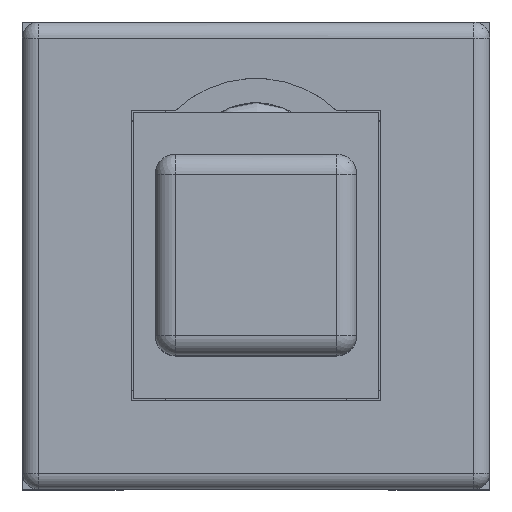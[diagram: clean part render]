
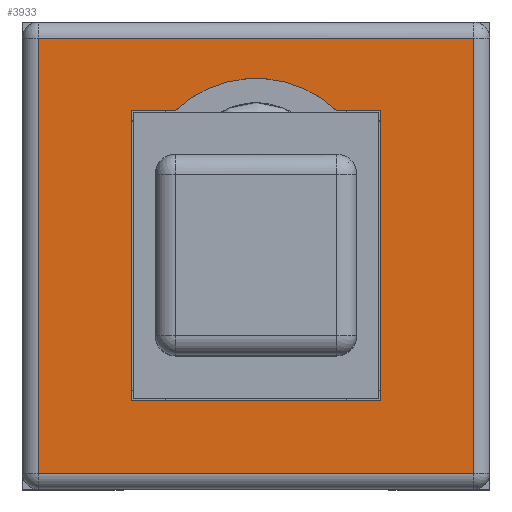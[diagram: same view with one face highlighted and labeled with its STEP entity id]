
A CAD part, top view. The second image highlights one B-rep face of the part: STEP entity #3933.
In plain terms, the highlighted planar face has unit normal (0, 0, 1).
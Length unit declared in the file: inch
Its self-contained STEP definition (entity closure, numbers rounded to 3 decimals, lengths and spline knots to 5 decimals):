
#3421=CARTESIAN_POINT('',(0.06102,0.07087,0.19685));
#3422=VERTEX_POINT('',#3421);
#3429=CARTESIAN_POINT('',(0.03937,0.07087,0.19685));
#3430=VERTEX_POINT('',#3429);
#3431=CARTESIAN_POINT('',(0.03937,0.07087,0.19685));
#3432=DIRECTION('',(1.0,0.0,0.0));
#3433=VECTOR('',#3432,0.02165);
#3434=LINE('',#3431,#3433);
#3435=EDGE_CURVE('',#3430,#3422,#3434,.T.);
#3454=CARTESIAN_POINT('',(0.06102,-0.07087,0.19685));
#3455=VERTEX_POINT('',#3454);
#3462=CARTESIAN_POINT('',(0.06102,0.07087,0.19685));
#3463=DIRECTION('',(0.0,-1.0,0.0));
#3464=VECTOR('',#3463,0.14173);
#3465=LINE('',#3462,#3464);
#3466=EDGE_CURVE('',#3422,#3455,#3465,.T.);
#3480=CARTESIAN_POINT('',(-0.06102,-0.07087,0.19685));
#3481=VERTEX_POINT('',#3480);
#3488=CARTESIAN_POINT('',(0.06102,-0.07087,0.19685));
#3489=DIRECTION('',(-1.0,0.0,0.0));
#3490=VECTOR('',#3489,0.12205);
#3491=LINE('',#3488,#3490);
#3492=EDGE_CURVE('',#3455,#3481,#3491,.T.);
#3545=CARTESIAN_POINT('',(0.1063,-0.1063,0.19685));
#3546=VERTEX_POINT('',#3545);
#3612=CARTESIAN_POINT('',(-0.1063,-0.1063,0.19685));
#3613=VERTEX_POINT('',#3612);
#3685=CARTESIAN_POINT('',(0.1063,-0.1063,0.19685));
#3686=DIRECTION('',(-1.0,0.0,0.0));
#3687=VECTOR('',#3686,0.2126);
#3688=LINE('',#3685,#3687);
#3689=EDGE_CURVE('',#3546,#3613,#3688,.T.);
#3701=CARTESIAN_POINT('',(0.1063,0.1063,0.19685));
#3702=VERTEX_POINT('',#3701);
#3768=CARTESIAN_POINT('',(-0.1063,0.1063,0.19685));
#3769=VERTEX_POINT('',#3768);
#3841=CARTESIAN_POINT('',(-0.1063,-0.1063,0.19685));
#3842=DIRECTION('',(0.0,1.0,0.0));
#3843=VECTOR('',#3842,0.2126);
#3844=LINE('',#3841,#3843);
#3845=EDGE_CURVE('',#3613,#3769,#3844,.T.);
#3863=CARTESIAN_POINT('',(-0.1063,0.1063,0.19685));
#3864=DIRECTION('',(1.0,0.0,0.0));
#3865=VECTOR('',#3864,0.2126);
#3866=LINE('',#3863,#3865);
#3867=EDGE_CURVE('',#3769,#3702,#3866,.T.);
#3885=CARTESIAN_POINT('',(0.1063,0.1063,0.19685));
#3886=DIRECTION('',(0.0,-1.0,0.0));
#3887=VECTOR('',#3886,0.2126);
#3888=LINE('',#3885,#3887);
#3889=EDGE_CURVE('',#3702,#3546,#3888,.T.);
#3894=CARTESIAN_POINT('',(0.11693,0.11693,0.19685));
#3895=DIRECTION('',(0.0,0.0,1.0));
#3896=DIRECTION('',(1.0,0.0,0.0));
#3897=AXIS2_PLACEMENT_3D('',#3894,#3895,#3896);
#3898=PLANE('',#3897);
#3899=ORIENTED_EDGE('',*,*,#3689,.F.);
#3900=ORIENTED_EDGE('',*,*,#3889,.F.);
#3901=ORIENTED_EDGE('',*,*,#3867,.F.);
#3902=ORIENTED_EDGE('',*,*,#3845,.F.);
#3903=EDGE_LOOP('',(#3899,#3900,#3901,#3902));
#3904=FACE_OUTER_BOUND('',#3903,.T.);
#3905=CARTESIAN_POINT('',(-0.06102,0.07087,0.19685));
#3906=VERTEX_POINT('',#3905);
#3907=CARTESIAN_POINT('',(-0.06102,-0.07087,0.19685));
#3908=DIRECTION('',(0.0,1.0,0.0));
#3909=VECTOR('',#3908,0.14173);
#3910=LINE('',#3907,#3909);
#3911=EDGE_CURVE('',#3481,#3906,#3910,.T.);
#3912=ORIENTED_EDGE('',*,*,#3911,.T.);
#3913=CARTESIAN_POINT('',(-0.03937,0.07087,0.19685));
#3914=VERTEX_POINT('',#3913);
#3915=CARTESIAN_POINT('',(-0.06102,0.07087,0.19685));
#3916=DIRECTION('',(1.0,0.0,0.0));
#3917=VECTOR('',#3916,0.02165);
#3918=LINE('',#3915,#3917);
#3919=EDGE_CURVE('',#3906,#3914,#3918,.T.);
#3920=ORIENTED_EDGE('',*,*,#3919,.T.);
#3921=CARTESIAN_POINT('',(0.,0.02953,0.19685));
#3922=DIRECTION('',(0.0,0.0,-1.0));
#3923=DIRECTION('',(-0.69,-0.724,0.0));
#3924=AXIS2_PLACEMENT_3D('',#3921,#3922,#3923);
#3925=CIRCLE('',#3924,0.05709);
#3926=EDGE_CURVE('',#3914,#3430,#3925,.T.);
#3927=ORIENTED_EDGE('',*,*,#3926,.T.);
#3928=ORIENTED_EDGE('',*,*,#3435,.T.);
#3929=ORIENTED_EDGE('',*,*,#3466,.T.);
#3930=ORIENTED_EDGE('',*,*,#3492,.T.);
#3931=EDGE_LOOP('',(#3912,#3920,#3927,#3928,#3929,#3930));
#3932=FACE_BOUND('',#3931,.T.);
#3933=ADVANCED_FACE('',(#3904,#3932),#3898,.T.);
